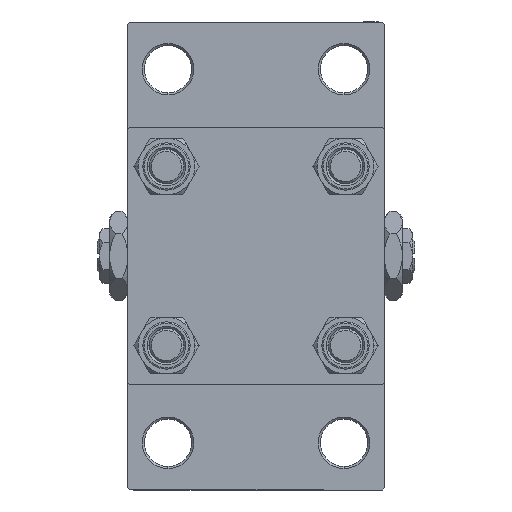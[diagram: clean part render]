
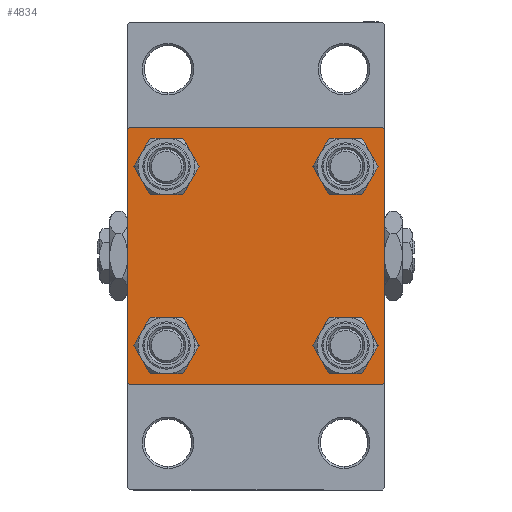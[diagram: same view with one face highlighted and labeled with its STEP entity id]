
A CAD part, left-side view. The second image highlights one B-rep face of the part: STEP entity #4834.
In plain terms, the highlighted planar face has unit normal (-1, 0, 0).
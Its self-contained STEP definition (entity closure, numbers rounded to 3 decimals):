
#643 = CARTESIAN_POINT ( 'NONE',  ( 0., -29.5, 30. ) ) ;
#846 = DIRECTION ( 'NONE',  ( 0., -0.707, -0.707 ) ) ;
#884 = EDGE_LOOP ( 'NONE', ( #19653, #25845 ) ) ;
#1007 = CARTESIAN_POINT ( 'NONE',  ( 0., 29.5, -30. ) ) ;
#1083 = FACE_BOUND ( 'NONE', #884, .T. ) ;
#1122 = VERTEX_POINT ( 'NONE', #643 ) ;
#1367 = CARTESIAN_POINT ( 'NONE',  ( 0., 30., 29.5 ) ) ;
#2085 = CARTESIAN_POINT ( 'NONE',  ( 0., -30., 30. ) ) ;
#2989 = AXIS2_PLACEMENT_3D ( 'NONE', #14703, #10731, #48772 ) ;
#4023 = ORIENTED_EDGE ( 'NONE', *, *, #40028, .T. ) ;
#4054 = CARTESIAN_POINT ( 'NONE',  ( 0., -29.5, -30. ) ) ;
#4105 = AXIS2_PLACEMENT_3D ( 'NONE', #29564, #48676, #6905 ) ;
#4834 = ADVANCED_FACE ( 'NONE', ( #35907, #35171, #1083, #27455, #42860 ), #39628, .T. ) ;
#5062 = DIRECTION ( 'NONE',  ( 0., 0., 1. ) ) ;
#5209 = CARTESIAN_POINT ( 'NONE',  ( 0., 29.5, 30. ) ) ;
#5970 = EDGE_CURVE ( 'NONE', #31663, #47138, #23734, .T. ) ;
#6280 = CARTESIAN_POINT ( 'NONE',  ( 0., -29.75, 29.75 ) ) ;
#6479 = DIRECTION ( 'NONE',  ( 0., 0.707, -0.707 ) ) ;
#6521 = CARTESIAN_POINT ( 'NONE',  ( 0., -20.85, 25.35 ) ) ;
#6706 = CARTESIAN_POINT ( 'NONE',  ( 0., -20.85, 16.35 ) ) ;
#6821 = VERTEX_POINT ( 'NONE', #31439 ) ;
#6905 = DIRECTION ( 'NONE',  ( 0., 0., 1. ) ) ;
#7020 = DIRECTION ( 'NONE',  ( 0., 0.707, 0.707 ) ) ;
#7101 = DIRECTION ( 'NONE',  ( 0., -0.707, 0.707 ) ) ;
#9311 = ORIENTED_EDGE ( 'NONE', *, *, #49100, .T. ) ;
#9594 = CIRCLE ( 'NONE', #44561, 4.5 ) ;
#9908 = ORIENTED_EDGE ( 'NONE', *, *, #38991, .T. ) ;
#10453 = LINE ( 'NONE', #25140, #27543 ) ;
#10476 = AXIS2_PLACEMENT_3D ( 'NONE', #46702, #17351, #20853 ) ;
#10616 = ORIENTED_EDGE ( 'NONE', *, *, #34302, .T. ) ;
#10731 = DIRECTION ( 'NONE',  ( 1., 0., 0. ) ) ;
#11056 = CARTESIAN_POINT ( 'NONE',  ( 0., -20.85, -20.85 ) ) ;
#11318 = LINE ( 'NONE', #30235, #20439 ) ;
#11542 = CARTESIAN_POINT ( 'NONE',  ( 0., -29.75, -29.75 ) ) ;
#11770 = DIRECTION ( 'NONE',  ( 0., 0., 1. ) ) ;
#12181 = VERTEX_POINT ( 'NONE', #31762 ) ;
#12745 = CARTESIAN_POINT ( 'NONE',  ( 0., -20.85, -25.35 ) ) ;
#13650 = AXIS2_PLACEMENT_3D ( 'NONE', #13865, #25575, #29299 ) ;
#13865 = CARTESIAN_POINT ( 'NONE',  ( 0., -20.85, -20.85 ) ) ;
#14587 = VERTEX_POINT ( 'NONE', #40196 ) ;
#14703 = CARTESIAN_POINT ( 'NONE',  ( 0., 20.85, -20.85 ) ) ;
#14783 = CARTESIAN_POINT ( 'NONE',  ( 0., 30., 30. ) ) ;
#14824 = EDGE_CURVE ( 'NONE', #22889, #6821, #27471, .T. ) ;
#16023 = VECTOR ( 'NONE', #29974, 1000. ) ;
#16485 = VECTOR ( 'NONE', #31640, 1000. ) ;
#16587 = AXIS2_PLACEMENT_3D ( 'NONE', #21779, #41645, #11770 ) ;
#16661 = VECTOR ( 'NONE', #7101, 1000. ) ;
#16811 = CIRCLE ( 'NONE', #4105, 4.5 ) ;
#16871 = VERTEX_POINT ( 'NONE', #4054 ) ;
#17334 = VERTEX_POINT ( 'NONE', #6706 ) ;
#17351 = DIRECTION ( 'NONE',  ( 1., 0., 0. ) ) ;
#17480 = ORIENTED_EDGE ( 'NONE', *, *, #14824, .F. ) ;
#17545 = LINE ( 'NONE', #14783, #16023 ) ;
#17616 = VERTEX_POINT ( 'NONE', #32210 ) ;
#17756 = DIRECTION ( 'NONE',  ( 0., 0., -1. ) ) ;
#19505 = EDGE_CURVE ( 'NONE', #22889, #1122, #29683, .T. ) ;
#19653 = ORIENTED_EDGE ( 'NONE', *, *, #25290, .T. ) ;
#20439 = VECTOR ( 'NONE', #23511, 1000. ) ;
#20853 = DIRECTION ( 'NONE',  ( 0., 0., 1. ) ) ;
#21251 = ORIENTED_EDGE ( 'NONE', *, *, #27100, .T. ) ;
#21779 = CARTESIAN_POINT ( 'NONE',  ( 0., 20.85, 20.85 ) ) ;
#21996 = AXIS2_PLACEMENT_3D ( 'NONE', #31920, #40115, #47081 ) ;
#22029 = ORIENTED_EDGE ( 'NONE', *, *, #32103, .T. ) ;
#22504 = EDGE_CURVE ( 'NONE', #42266, #14587, #36290, .T. ) ;
#22889 = VERTEX_POINT ( 'NONE', #48961 ) ;
#23511 = DIRECTION ( 'NONE',  ( 0., 0., -1. ) ) ;
#23559 = EDGE_LOOP ( 'NONE', ( #36934, #4023 ) ) ;
#23734 = LINE ( 'NONE', #31939, #42925 ) ;
#23830 = EDGE_LOOP ( 'NONE', ( #22029, #9311 ) ) ;
#24789 = CIRCLE ( 'NONE', #13650, 4.5 ) ;
#25140 = CARTESIAN_POINT ( 'NONE',  ( 0., 29.75, 29.75 ) ) ;
#25290 = EDGE_CURVE ( 'NONE', #14587, #42266, #28408, .T. ) ;
#25452 = ORIENTED_EDGE ( 'NONE', *, *, #5970, .T. ) ;
#25575 = DIRECTION ( 'NONE',  ( 1., 0., 0. ) ) ;
#25845 = ORIENTED_EDGE ( 'NONE', *, *, #22504, .T. ) ;
#26530 = CARTESIAN_POINT ( 'NONE',  ( 0., -20.85, -16.35 ) ) ;
#27100 = EDGE_CURVE ( 'NONE', #34687, #31112, #10453, .T. ) ;
#27455 = FACE_BOUND ( 'NONE', #23830, .T. ) ;
#27471 = LINE ( 'NONE', #2085, #47929 ) ;
#27543 = VECTOR ( 'NONE', #6479, 1000. ) ;
#27810 = EDGE_CURVE ( 'NONE', #31112, #31663, #11318, .T. ) ;
#28408 = CIRCLE ( 'NONE', #2989, 4.5 ) ;
#29081 = EDGE_CURVE ( 'NONE', #47138, #16871, #39859, .T. ) ;
#29299 = DIRECTION ( 'NONE',  ( 0., 0., 1. ) ) ;
#29564 = CARTESIAN_POINT ( 'NONE',  ( 0., -20.85, 20.85 ) ) ;
#29683 = LINE ( 'NONE', #6280, #33780 ) ;
#29894 = CARTESIAN_POINT ( 'NONE',  ( 0., 20.85, -25.35 ) ) ;
#29974 = DIRECTION ( 'NONE',  ( 0., -1., 0. ) ) ;
#30235 = CARTESIAN_POINT ( 'NONE',  ( 0., 30., 30. ) ) ;
#30976 = VERTEX_POINT ( 'NONE', #26530 ) ;
#31112 = VERTEX_POINT ( 'NONE', #1367 ) ;
#31423 = CARTESIAN_POINT ( 'NONE',  ( 0., 0., 0. ) ) ;
#31439 = CARTESIAN_POINT ( 'NONE',  ( 0., -30., -29.5 ) ) ;
#31640 = DIRECTION ( 'NONE',  ( 0., -1., 0. ) ) ;
#31663 = VERTEX_POINT ( 'NONE', #42257 ) ;
#31762 = CARTESIAN_POINT ( 'NONE',  ( 0., 20.85, 25.35 ) ) ;
#31920 = CARTESIAN_POINT ( 'NONE',  ( 0., 20.85, -20.85 ) ) ;
#31939 = CARTESIAN_POINT ( 'NONE',  ( 0., 29.75, -29.75 ) ) ;
#32103 = EDGE_CURVE ( 'NONE', #12181, #17616, #45227, .T. ) ;
#32210 = CARTESIAN_POINT ( 'NONE',  ( 0., 20.85, 16.35 ) ) ;
#32620 = AXIS2_PLACEMENT_3D ( 'NONE', #31423, #43116, #5062 ) ;
#33546 = EDGE_LOOP ( 'NONE', ( #9908, #38526 ) ) ;
#33780 = VECTOR ( 'NONE', #7020, 1000. ) ;
#34302 = EDGE_CURVE ( 'NONE', #16871, #6821, #37696, .T. ) ;
#34687 = VERTEX_POINT ( 'NONE', #5209 ) ;
#35171 = FACE_BOUND ( 'NONE', #23559, .T. ) ;
#35584 = EDGE_LOOP ( 'NONE', ( #43958, #25452, #36621, #10616, #17480, #42856, #37736, #21251 ) ) ;
#35812 = AXIS2_PLACEMENT_3D ( 'NONE', #44848, #45324, #37139 ) ;
#35907 = FACE_BOUND ( 'NONE', #33546, .T. ) ;
#36290 = CIRCLE ( 'NONE', #21996, 4.5 ) ;
#36621 = ORIENTED_EDGE ( 'NONE', *, *, #29081, .T. ) ;
#36934 = ORIENTED_EDGE ( 'NONE', *, *, #38894, .T. ) ;
#37139 = DIRECTION ( 'NONE',  ( 0., 0., 1. ) ) ;
#37411 = CIRCLE ( 'NONE', #35812, 4.5 ) ;
#37696 = LINE ( 'NONE', #11542, #16661 ) ;
#37736 = ORIENTED_EDGE ( 'NONE', *, *, #39203, .F. ) ;
#38526 = ORIENTED_EDGE ( 'NONE', *, *, #38778, .T. ) ;
#38778 = EDGE_CURVE ( 'NONE', #17334, #41257, #47032, .T. ) ;
#38894 = EDGE_CURVE ( 'NONE', #30976, #44568, #24789, .T. ) ;
#38991 = EDGE_CURVE ( 'NONE', #41257, #17334, #16811, .T. ) ;
#39117 = CARTESIAN_POINT ( 'NONE',  ( 0., 30., -30. ) ) ;
#39203 = EDGE_CURVE ( 'NONE', #34687, #1122, #17545, .T. ) ;
#39628 = PLANE ( 'NONE',  #32620 ) ;
#39859 = LINE ( 'NONE', #39117, #16485 ) ;
#40028 = EDGE_CURVE ( 'NONE', #44568, #30976, #9594, .T. ) ;
#40115 = DIRECTION ( 'NONE',  ( 1., 0., 0. ) ) ;
#40196 = CARTESIAN_POINT ( 'NONE',  ( 0., 20.85, -16.35 ) ) ;
#40432 = DIRECTION ( 'NONE',  ( 1., 0., 0. ) ) ;
#40930 = DIRECTION ( 'NONE',  ( 0., 0., 1. ) ) ;
#41257 = VERTEX_POINT ( 'NONE', #6521 ) ;
#41645 = DIRECTION ( 'NONE',  ( 1., 0., 0. ) ) ;
#42257 = CARTESIAN_POINT ( 'NONE',  ( 0., 30., -29.5 ) ) ;
#42266 = VERTEX_POINT ( 'NONE', #29894 ) ;
#42856 = ORIENTED_EDGE ( 'NONE', *, *, #19505, .T. ) ;
#42860 = FACE_OUTER_BOUND ( 'NONE', #35584, .T. ) ;
#42925 = VECTOR ( 'NONE', #846, 1000. ) ;
#43116 = DIRECTION ( 'NONE',  ( -1., 0., 0. ) ) ;
#43958 = ORIENTED_EDGE ( 'NONE', *, *, #27810, .T. ) ;
#44561 = AXIS2_PLACEMENT_3D ( 'NONE', #11056, #40432, #40930 ) ;
#44568 = VERTEX_POINT ( 'NONE', #12745 ) ;
#44848 = CARTESIAN_POINT ( 'NONE',  ( 0., 20.85, 20.85 ) ) ;
#45227 = CIRCLE ( 'NONE', #16587, 4.5 ) ;
#45324 = DIRECTION ( 'NONE',  ( 1., 0., 0. ) ) ;
#46702 = CARTESIAN_POINT ( 'NONE',  ( 0., -20.85, 20.85 ) ) ;
#47032 = CIRCLE ( 'NONE', #10476, 4.5 ) ;
#47081 = DIRECTION ( 'NONE',  ( 0., 0., 1. ) ) ;
#47138 = VERTEX_POINT ( 'NONE', #1007 ) ;
#47929 = VECTOR ( 'NONE', #17756, 1000. ) ;
#48676 = DIRECTION ( 'NONE',  ( 1., 0., 0. ) ) ;
#48772 = DIRECTION ( 'NONE',  ( 0., 0., 1. ) ) ;
#48961 = CARTESIAN_POINT ( 'NONE',  ( 0., -30., 29.5 ) ) ;
#49100 = EDGE_CURVE ( 'NONE', #17616, #12181, #37411, .T. ) ;
